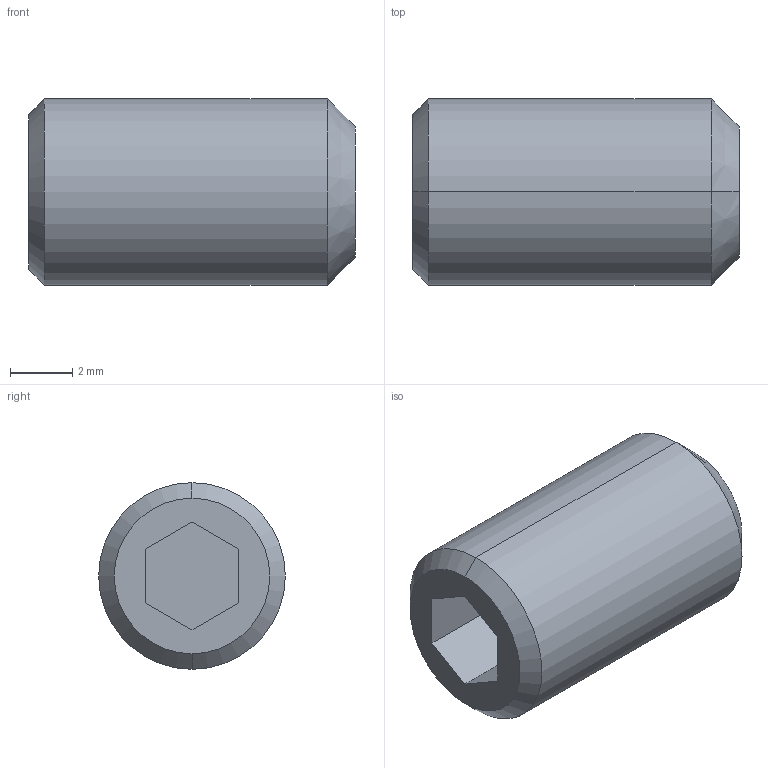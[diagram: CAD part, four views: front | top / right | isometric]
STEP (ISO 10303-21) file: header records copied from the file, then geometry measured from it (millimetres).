
FILE_DESCRIPTION (( 'STEP AP214' ), '1' );
FILE_NAME ('W06.ER1.001.010.STEP', '2021-03-31T12:52:05', ( '' ), ( '' ), 'SwSTEP 2.0', 'SolidWorks 2017', '' );
FILE_SCHEMA (( 'AUTOMOTIVE_DESIGN' ));
Length unit declared in the file: millimetre
Products named in the file (1): W06.ER1.001.010
Bounding box: 10.5 x 6 x 6 mm (x, y, z)
Volume: 259.3 mm3; surface area: 274.8 mm2
Topology: 1 solids, 1 shells, 17 faces, 38 edges, 23 vertices
Faces by surface type: plane 9, cone 6, cylinder 2
Entity records: 512 total; most frequent: DIRECTION 82, CARTESIAN_POINT 77, ORIENTED_EDGE 72, EDGE_CURVE 36, AXIS2_PLACEMENT_3D 28, LINE 26, VECTOR 26, VERTEX_POINT 23
